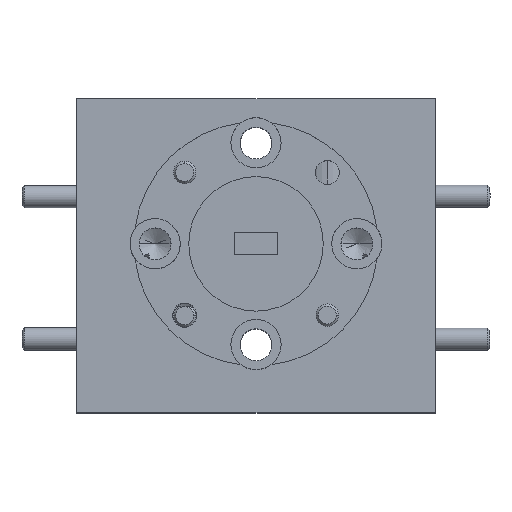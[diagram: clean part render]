
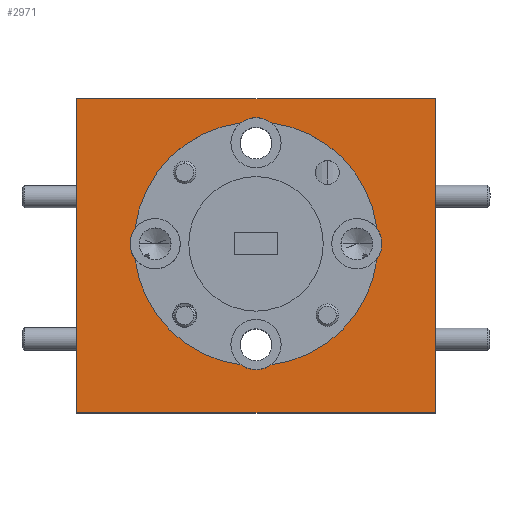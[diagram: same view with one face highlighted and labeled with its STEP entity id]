
A CAD part, top view. The second image highlights one B-rep face of the part: STEP entity #2971.
In plain terms, the highlighted planar face has unit normal (0, 0, 1).
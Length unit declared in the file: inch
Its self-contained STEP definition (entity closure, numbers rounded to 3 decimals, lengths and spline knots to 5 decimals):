
#129 = LINE ( 'NONE', #11302, #12103 ) ;
#173 = ORIENTED_EDGE ( 'NONE', *, *, #12557, .F. ) ;
#187 = AXIS2_PLACEMENT_3D ( 'NONE', #11088, #10948, #2756 ) ;
#288 = ORIENTED_EDGE ( 'NONE', *, *, #5603, .F. ) ;
#335 = VECTOR ( 'NONE', #4801, 39.37008 ) ;
#344 = CIRCLE ( 'NONE', #10310, 0.34 ) ;
#458 = EDGE_CURVE ( 'NONE', #2718, #12816, #11341, .T. ) ;
#575 = VERTEX_POINT ( 'NONE', #9827 ) ;
#635 = CIRCLE ( 'NONE', #4969, 0.07 ) ;
#680 = DIRECTION ( 'NONE',  ( -1., 0., 0. ) ) ;
#718 = EDGE_CURVE ( 'NONE', #8562, #4736, #11050, .T. ) ;
#1082 = DIRECTION ( 'NONE',  ( 1., 0., 0. ) ) ;
#1109 = ORIENTED_EDGE ( 'NONE', *, *, #12299, .F. ) ;
#1264 = EDGE_CURVE ( 'NONE', #12816, #9086, #11568, .T. ) ;
#1418 = ORIENTED_EDGE ( 'NONE', *, *, #6947, .F. ) ;
#1489 = EDGE_CURVE ( 'NONE', #8562, #10670, #12909, .T. ) ;
#1611 = CARTESIAN_POINT ( 'NONE',  ( -1.21883, 0.54878, 0.6641 ) ) ;
#1802 = EDGE_CURVE ( 'NONE', #2013, #6639, #5784, .T. ) ;
#1929 = CARTESIAN_POINT ( 'NONE',  ( -0.38147, 0.18663, 0.6641 ) ) ;
#1967 = AXIS2_PLACEMENT_3D ( 'NONE', #11296, #12431, #12370 ) ;
#1992 = DIRECTION ( 'NONE',  ( 0., -1., 0. ) ) ;
#2013 = VERTEX_POINT ( 'NONE', #1929 ) ;
#2066 = EDGE_LOOP ( 'NONE', ( #288, #12748, #3162, #7375 ) ) ;
#2320 = AXIS2_PLACEMENT_3D ( 'NONE', #4065, #10368, #1082 ) ;
#2569 = FACE_OUTER_BOUND ( 'NONE', #2066, .T. ) ;
#2718 = VERTEX_POINT ( 'NONE', #11747 ) ;
#2730 = VERTEX_POINT ( 'NONE', #10753 ) ;
#2748 = VERTEX_POINT ( 'NONE', #5687 ) ;
#2756 = DIRECTION ( 'NONE',  ( 1., 0., 0. ) ) ;
#2920 = CARTESIAN_POINT ( 'NONE',  ( -1.21883, 0.51978, 0.6641 ) ) ;
#2929 = EDGE_CURVE ( 'NONE', #8286, #575, #6103, .T. ) ;
#2971 = ADVANCED_FACE ( 'NONE', ( #3577, #2569 ), #6915, .F. ) ;
#3100 = DIRECTION ( 'NONE',  ( 1., 0., 0. ) ) ;
#3162 = ORIENTED_EDGE ( 'NONE', *, *, #1489, .F. ) ;
#3377 = AXIS2_PLACEMENT_3D ( 'NONE', #12812, #9830, #12876 ) ;
#3577 = FACE_BOUND ( 'NONE', #13161, .T. ) ;
#3639 = AXIS2_PLACEMENT_3D ( 'NONE', #5641, #10635, #4463 ) ;
#3833 = CARTESIAN_POINT ( 'NONE',  ( -0.67627, 0.48161, 0.6641 ) ) ;
#3994 = CARTESIAN_POINT ( 'NONE',  ( -1.05617, 0.18669, 0.6641 ) ) ;
#4046 = DIRECTION ( 'NONE',  ( 0., 0., 1. ) ) ;
#4063 = AXIS2_PLACEMENT_3D ( 'NONE', #8625, #10794, #4565 ) ;
#4065 = CARTESIAN_POINT ( 'NONE',  ( -0.71883, 0.14428, 0.6641 ) ) ;
#4081 = DIRECTION ( 'NONE',  ( 0., 0., 1. ) ) ;
#4126 = DIRECTION ( 'NONE',  ( 0., 0., 1. ) ) ;
#4189 = CARTESIAN_POINT ( 'NONE',  ( -1.00008, 0.14428, 0.6641 ) ) ;
#4463 = DIRECTION ( 'NONE',  ( 1., 0., 0. ) ) ;
#4565 = DIRECTION ( 'NONE',  ( 1., 0., 0. ) ) ;
#4664 = CARTESIAN_POINT ( 'NONE',  ( -1.0701, 0.14479, 0.6641 ) ) ;
#4691 = ORIENTED_EDGE ( 'NONE', *, *, #6442, .F. ) ;
#4736 = VERTEX_POINT ( 'NONE', #12756 ) ;
#4741 = CARTESIAN_POINT ( 'NONE',  ( -0.21883, 0.51978, 0.6641 ) ) ;
#4801 = DIRECTION ( 'NONE',  ( 1., 0., 0. ) ) ;
#4924 = CIRCLE ( 'NONE', #9025, 0.07 ) ;
#4969 = AXIS2_PLACEMENT_3D ( 'NONE', #4189, #5227, #7327 ) ;
#5045 = DIRECTION ( 'NONE',  ( 0., 0., 1. ) ) ;
#5070 = CARTESIAN_POINT ( 'NONE',  ( -0.71883, 0.14428, 0.6641 ) ) ;
#5123 = ORIENTED_EDGE ( 'NONE', *, *, #13018, .F. ) ;
#5227 = DIRECTION ( 'NONE',  ( 0., 0., 1. ) ) ;
#5326 = VECTOR ( 'NONE', #12934, 39.37008 ) ;
#5603 = EDGE_CURVE ( 'NONE', #12028, #4736, #5710, .T. ) ;
#5641 = CARTESIAN_POINT ( 'NONE',  ( -0.43758, 0.14428, 0.6641 ) ) ;
#5680 = ORIENTED_EDGE ( 'NONE', *, *, #12070, .F. ) ;
#5687 = CARTESIAN_POINT ( 'NONE',  ( -0.36758, 0.14428, 0.6641 ) ) ;
#5710 = LINE ( 'NONE', #9817, #5326 ) ;
#5762 = AXIS2_PLACEMENT_3D ( 'NONE', #12497, #4126, #3100 ) ;
#5784 = CIRCLE ( 'NONE', #3377, 0.34 ) ;
#6103 = CIRCLE ( 'NONE', #11254, 0.07 ) ;
#6107 = DIRECTION ( 'NONE',  ( 1., 0., 0. ) ) ;
#6145 = DIRECTION ( 'NONE',  ( 1., 0., 0. ) ) ;
#6169 = ORIENTED_EDGE ( 'NONE', *, *, #10049, .F. ) ;
#6442 = EDGE_CURVE ( 'NONE', #11127, #8286, #7097, .T. ) ;
#6468 = CIRCLE ( 'NONE', #3639, 0.07 ) ;
#6491 = ORIENTED_EDGE ( 'NONE', *, *, #9489, .F. ) ;
#6639 = VERTEX_POINT ( 'NONE', #3833 ) ;
#6713 = CIRCLE ( 'NONE', #1967, 0.07 ) ;
#6915 = PLANE ( 'NONE',  #12116 ) ;
#6927 = CIRCLE ( 'NONE', #187, 0.07 ) ;
#6946 = DIRECTION ( 'NONE',  ( 1., 0., 0. ) ) ;
#6947 = EDGE_CURVE ( 'NONE', #9086, #9272, #12260, .T. ) ;
#7097 = CIRCLE ( 'NONE', #2320, 0.34 ) ;
#7327 = DIRECTION ( 'NONE',  ( 1., 0., 0. ) ) ;
#7375 = ORIENTED_EDGE ( 'NONE', *, *, #718, .T. ) ;
#8047 = VERTEX_POINT ( 'NONE', #9652 ) ;
#8286 = VERTEX_POINT ( 'NONE', #10508 ) ;
#8309 = CARTESIAN_POINT ( 'NONE',  ( -0.43758, 0.14428, 0.6641 ) ) ;
#8562 = VERTEX_POINT ( 'NONE', #13009 ) ;
#8625 = CARTESIAN_POINT ( 'NONE',  ( -1.0001, 0.14479, 0.6641 ) ) ;
#8736 = EDGE_CURVE ( 'NONE', #10670, #12028, #129, .T. ) ;
#9025 = AXIS2_PLACEMENT_3D ( 'NONE', #8309, #4046, #6107 ) ;
#9033 = ORIENTED_EDGE ( 'NONE', *, *, #2929, .F. ) ;
#9080 = ORIENTED_EDGE ( 'NONE', *, *, #1802, .F. ) ;
#9086 = VERTEX_POINT ( 'NONE', #4664 ) ;
#9162 = CARTESIAN_POINT ( 'NONE',  ( -0.71883, -0.13697, 0.6641 ) ) ;
#9272 = VERTEX_POINT ( 'NONE', #9525 ) ;
#9489 = EDGE_CURVE ( 'NONE', #575, #2730, #344, .T. ) ;
#9525 = CARTESIAN_POINT ( 'NONE',  ( -1.07003, 0.14177, 0.6641 ) ) ;
#9610 = ORIENTED_EDGE ( 'NONE', *, *, #1264, .F. ) ;
#9620 = VECTOR ( 'NONE', #10980, 39.37008 ) ;
#9652 = CARTESIAN_POINT ( 'NONE',  ( -0.36764, 0.1473, 0.6641 ) ) ;
#9817 = CARTESIAN_POINT ( 'NONE',  ( -0.21883, -0.32622, 0.6641 ) ) ;
#9827 = CARTESIAN_POINT ( 'NONE',  ( -0.67706, -0.19315, 0.6641 ) ) ;
#9830 = DIRECTION ( 'NONE',  ( 0., 0., 1. ) ) ;
#10049 = EDGE_CURVE ( 'NONE', #2748, #8047, #4924, .T. ) ;
#10138 = ORIENTED_EDGE ( 'NONE', *, *, #458, .F. ) ;
#10310 = AXIS2_PLACEMENT_3D ( 'NONE', #5070, #11212, #11273 ) ;
#10368 = DIRECTION ( 'NONE',  ( 0., 0., 1. ) ) ;
#10388 = CARTESIAN_POINT ( 'NONE',  ( -0.71883, 0.14428, 0.6641 ) ) ;
#10508 = CARTESIAN_POINT ( 'NONE',  ( -0.76059, -0.19315, 0.6641 ) ) ;
#10635 = DIRECTION ( 'NONE',  ( 0., 0., 1. ) ) ;
#10670 = VERTEX_POINT ( 'NONE', #11367 ) ;
#10753 = CARTESIAN_POINT ( 'NONE',  ( -0.3814, 0.10251, 0.6641 ) ) ;
#10794 = DIRECTION ( 'NONE',  ( 0., 0., 1. ) ) ;
#10948 = DIRECTION ( 'NONE',  ( 0., 0., 1. ) ) ;
#10961 = DIRECTION ( 'NONE',  ( 0., 0., -1. ) ) ;
#10980 = DIRECTION ( 'NONE',  ( 0., -1., 0. ) ) ;
#11050 = LINE ( 'NONE', #2920, #9620 ) ;
#11088 = CARTESIAN_POINT ( 'NONE',  ( -0.4376, 0.14479, 0.6641 ) ) ;
#11127 = VERTEX_POINT ( 'NONE', #12409 ) ;
#11212 = DIRECTION ( 'NONE',  ( 0., 0., 1. ) ) ;
#11254 = AXIS2_PLACEMENT_3D ( 'NONE', #9162, #5045, #6946 ) ;
#11273 = DIRECTION ( 'NONE',  ( 1., 0., 0. ) ) ;
#11296 = CARTESIAN_POINT ( 'NONE',  ( -0.71885, 0.42604, 0.6641 ) ) ;
#11302 = CARTESIAN_POINT ( 'NONE',  ( -0.21883, 0.51978, 0.6641 ) ) ;
#11341 = CIRCLE ( 'NONE', #12853, 0.34 ) ;
#11367 = CARTESIAN_POINT ( 'NONE',  ( -0.21883, 0.54878, 0.6641 ) ) ;
#11568 = CIRCLE ( 'NONE', #5762, 0.07 ) ;
#11747 = CARTESIAN_POINT ( 'NONE',  ( -0.76143, 0.4816, 0.6641 ) ) ;
#11766 = CARTESIAN_POINT ( 'NONE',  ( -0.21883, -0.32622, 0.6641 ) ) ;
#12028 = VERTEX_POINT ( 'NONE', #11766 ) ;
#12070 = EDGE_CURVE ( 'NONE', #2730, #2748, #6468, .T. ) ;
#12103 = VECTOR ( 'NONE', #1992, 39.37008 ) ;
#12116 = AXIS2_PLACEMENT_3D ( 'NONE', #4741, #10961, #680 ) ;
#12260 = CIRCLE ( 'NONE', #4063, 0.07 ) ;
#12299 = EDGE_CURVE ( 'NONE', #9272, #11127, #635, .T. ) ;
#12370 = DIRECTION ( 'NONE',  ( 1., 0., 0. ) ) ;
#12409 = CARTESIAN_POINT ( 'NONE',  ( -1.05625, 0.10251, 0.6641 ) ) ;
#12431 = DIRECTION ( 'NONE',  ( 0., 0., 1. ) ) ;
#12497 = CARTESIAN_POINT ( 'NONE',  ( -1.0001, 0.14479, 0.6641 ) ) ;
#12557 = EDGE_CURVE ( 'NONE', #8047, #2013, #6927, .T. ) ;
#12748 = ORIENTED_EDGE ( 'NONE', *, *, #8736, .F. ) ;
#12756 = CARTESIAN_POINT ( 'NONE',  ( -1.21883, -0.32622, 0.6641 ) ) ;
#12812 = CARTESIAN_POINT ( 'NONE',  ( -0.71883, 0.14428, 0.6641 ) ) ;
#12816 = VERTEX_POINT ( 'NONE', #3994 ) ;
#12853 = AXIS2_PLACEMENT_3D ( 'NONE', #10388, #4081, #6145 ) ;
#12876 = DIRECTION ( 'NONE',  ( 1., 0., 0. ) ) ;
#12909 = LINE ( 'NONE', #1611, #335 ) ;
#12934 = DIRECTION ( 'NONE',  ( -1., 0., 0. ) ) ;
#13009 = CARTESIAN_POINT ( 'NONE',  ( -1.21883, 0.54878, 0.6641 ) ) ;
#13018 = EDGE_CURVE ( 'NONE', #6639, #2718, #6713, .T. ) ;
#13161 = EDGE_LOOP ( 'NONE', ( #5680, #6491, #9033, #4691, #1109, #1418, #9610, #10138, #5123, #9080, #173, #6169 ) ) ;
